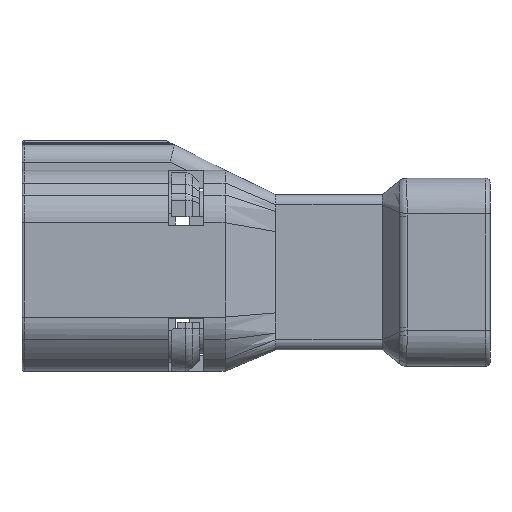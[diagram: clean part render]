
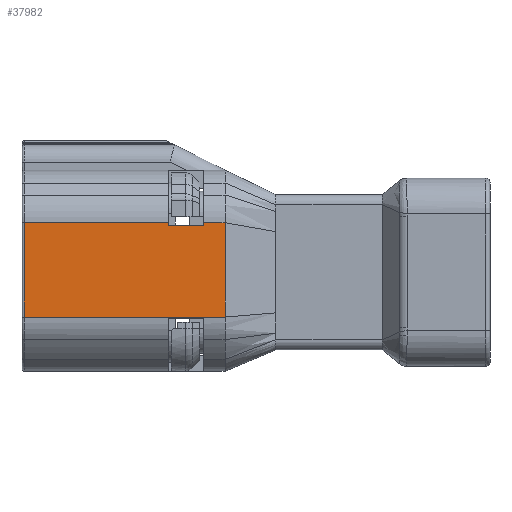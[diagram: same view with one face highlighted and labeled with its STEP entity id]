
A CAD part, left-side view. The second image highlights one B-rep face of the part: STEP entity #37982.
In plain terms, the highlighted planar face has unit normal (-1, 0, 0).
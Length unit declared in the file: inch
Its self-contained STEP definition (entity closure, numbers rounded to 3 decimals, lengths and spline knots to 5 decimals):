
#5667=DIRECTION('',(0.,0.,-1.));
#5668=VECTOR('',#5667,0.18283);
#5669=CARTESIAN_POINT('',(-10.60661,-1.58656,
2.20403));
#5670=LINE('',#5669,#5668);
#10688=DIRECTION('',(0.,1.,0.));
#10689=VECTOR('',#10688,0.38976);
#10690=CARTESIAN_POINT('',(-10.60661,-1.58656,
2.02119));
#10691=LINE('',#10690,#10689);
#10823=DIRECTION('',(0.,1.,0.));
#10824=VECTOR('',#10823,0.0689);
#10825=CARTESIAN_POINT('',(-10.60661,-1.54522,
2.19961));
#10826=LINE('',#10825,#10824);
#10827=DIRECTION('',(0.,0.,-1.));
#10828=VECTOR('',#10827,0.00442);
#10829=CARTESIAN_POINT('',(-10.60661,-1.54522,
2.20403));
#10830=LINE('',#10829,#10828);
#10831=DIRECTION('',(0.,0.,-1.));
#10832=VECTOR('',#10831,0.18283);
#10833=CARTESIAN_POINT('',(-10.60661,-1.1968,
2.20403));
#10834=LINE('',#10833,#10832);
#10835=DIRECTION('',(0.,0.,-1.));
#10836=VECTOR('',#10835,0.00442);
#10837=CARTESIAN_POINT('',(-10.60661,-1.47633,
2.20403));
#10838=LINE('',#10837,#10836);
#10844=DIRECTION('',(0.,-1.,0.));
#10845=VECTOR('',#10844,0.27953);
#10846=CARTESIAN_POINT('',(-10.60661,-1.1968,
2.20403));
#10847=LINE('',#10846,#10845);
#10866=DIRECTION('',(0.,-1.,0.));
#10867=VECTOR('',#10866,0.04134);
#10868=CARTESIAN_POINT('',(-10.60661,-1.54522,
2.20403));
#10869=LINE('',#10868,#10867);
#12952=CARTESIAN_POINT('',(-10.60661,-1.58656,
2.02119));
#12953=VERTEX_POINT('',#12952);
#12954=CARTESIAN_POINT('',(-10.60661,-1.58656,
2.20403));
#12955=VERTEX_POINT('',#12954);
#13355=CARTESIAN_POINT('',(-10.60661,-1.1968,
2.20403));
#13356=VERTEX_POINT('',#13355);
#13359=CARTESIAN_POINT('',(-10.60661,-1.1968,
2.02119));
#13360=VERTEX_POINT('',#13359);
#13802=CARTESIAN_POINT('',(-10.60661,-1.47633,
2.20403));
#13804=VERTEX_POINT('',#13802);
#13806=CARTESIAN_POINT('',(-10.60661,-1.54522,
2.20403));
#13808=VERTEX_POINT('',#13806);
#14241=CARTESIAN_POINT('',(-10.60661,-1.54522,
2.19961));
#14242=CARTESIAN_POINT('',(-10.60661,-1.47633,
2.19961));
#14243=VERTEX_POINT('',#14241);
#14244=VERTEX_POINT('',#14242);
#37963=CARTESIAN_POINT('',(-10.60661,-1.51963,
2.20403));
#37964=DIRECTION('',(-1.,0.,0.));
#37965=DIRECTION('',(0.,0.,-1.));
#37966=AXIS2_PLACEMENT_3D('',#37963,#37964,#37965);
#37967=PLANE('',#37966);
#37968=ORIENTED_EDGE('',*,*,#29132,.F.);
#37970=ORIENTED_EDGE('',*,*,#37969,.F.);
#37972=ORIENTED_EDGE('',*,*,#37971,.T.);
#37973=ORIENTED_EDGE('',*,*,#28294,.T.);
#37974=ORIENTED_EDGE('',*,*,#37615,.T.);
#37975=ORIENTED_EDGE('',*,*,#37947,.F.);
#37977=ORIENTED_EDGE('',*,*,#37976,.T.);
#37979=ORIENTED_EDGE('',*,*,#37978,.T.);
#37980=EDGE_LOOP('',(#37968,#37970,#37972,#37973,#37974,#37975,#37977,#37979));
#37981=FACE_OUTER_BOUND('',#37980,.F.);
#37982=ADVANCED_FACE('',(#37981),#37967,.T.);
#28294=EDGE_CURVE('',#12955,#12953,#5670,.T.);
#29132=EDGE_CURVE('',#14243,#14244,#10826,.T.);
#37615=EDGE_CURVE('',#12953,#13360,#10691,.T.);
#37947=EDGE_CURVE('',#13356,#13360,#10834,.T.);
#37969=EDGE_CURVE('',#13808,#14243,#10830,.T.);
#37971=EDGE_CURVE('',#13808,#12955,#10869,.T.);
#37976=EDGE_CURVE('',#13356,#13804,#10847,.T.);
#37978=EDGE_CURVE('',#13804,#14244,#10838,.T.);
